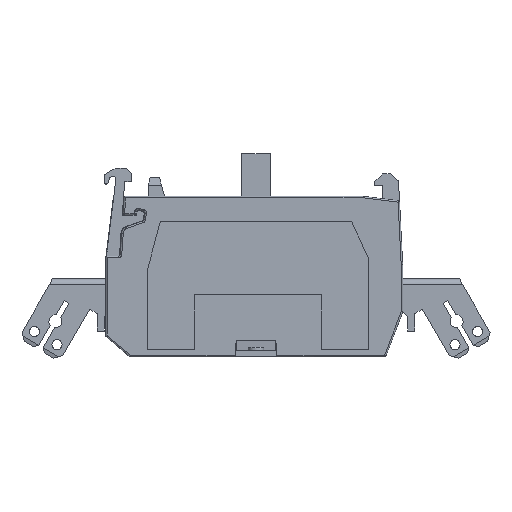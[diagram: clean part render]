
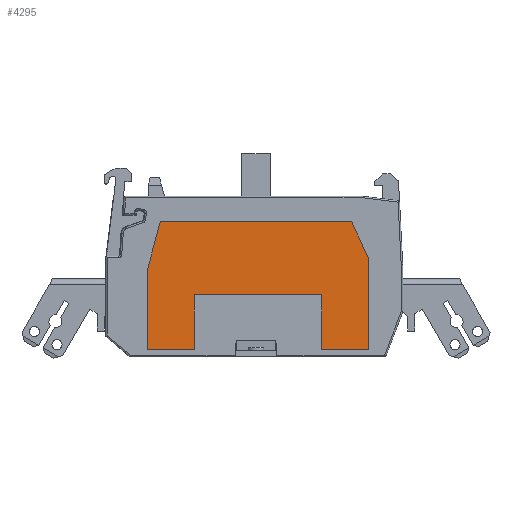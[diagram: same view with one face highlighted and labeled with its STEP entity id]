
A CAD part, top view. The second image highlights one B-rep face of the part: STEP entity #4295.
In plain terms, the highlighted planar face has unit normal (0, 0, 1).
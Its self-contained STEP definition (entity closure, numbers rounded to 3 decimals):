
#4295=ADVANCED_FACE('Solide.10 (  de JELE 58418 : issu de *SOL11 - wsp *MASTER -  ) ( Brep de *SOL11 )',(#9456),#9457,.T.);
#9456=FACE_OUTER_BOUND('',#16435,.T.);
#9457=PLANE('',#16436);
#16435=EDGE_LOOP('',(#29952,#29953,#29954,#29955,#29956,#29957,#29958,#29959,#29960,#29961));
#16436=AXIS2_PLACEMENT_3D('',#29962,#29963,#29964);
#29952=ORIENTED_EDGE('',*,*,#43290,.F.);
#29953=ORIENTED_EDGE('',*,*,#42483,.T.);
#29954=ORIENTED_EDGE('',*,*,#43291,.T.);
#29955=ORIENTED_EDGE('',*,*,#43292,.F.);
#29956=ORIENTED_EDGE('',*,*,#39915,.F.);
#29957=ORIENTED_EDGE('',*,*,#43293,.F.);
#29958=ORIENTED_EDGE('',*,*,#43294,.F.);
#29959=ORIENTED_EDGE('',*,*,#43100,.T.);
#29960=ORIENTED_EDGE('',*,*,#42425,.T.);
#29961=ORIENTED_EDGE('',*,*,#43295,.F.);
#29962=CARTESIAN_POINT('',(0.0,0.0,8.0));
#29963=DIRECTION('',(0.0,0.0,1.0));
#29964=DIRECTION('',(0.0,1.0,0.0));
#39915=EDGE_CURVE('Solide.10 (  de JELE 58418 : issu de *SOL11 - wsp *MASTER -  ) ( Brep de *SOL11 )',#48503,#48498,#48505,.T.);
#42425=EDGE_CURVE('Solide.10 (  de JELE 58418 : issu de *SOL11 - wsp *MASTER -  ) ( Brep de *SOL11 )',#52403,#52401,#52404,.T.);
#42483=EDGE_CURVE('Solide.10 (  de JELE 58418 : issu de *SOL11 - wsp *MASTER -  ) ( Brep de *SOL11 )',#52481,#52479,#52482,.T.);
#43100=EDGE_CURVE('Solide.10 (  de JELE 58418 : issu de *SOL11 - wsp *MASTER -  ) ( Brep de *SOL11 )',#53326,#52403,#53327,.T.);
#43290=EDGE_CURVE('Solide.10 (  de JELE 58418 : issu de *SOL11 - wsp *MASTER -  ) ( Brep de *SOL11 )',#52481,#53575,#53576,.T.);
#43291=EDGE_CURVE('Solide.10 (  de JELE 58418 : issu de *SOL11 - wsp *MASTER -  ) ( Brep de *SOL11 )',#52479,#53577,#53578,.T.);
#43292=EDGE_CURVE('Solide.10 (  de JELE 58418 : issu de *SOL11 - wsp *MASTER -  ) ( Brep de *SOL11 )',#48498,#53577,#53579,.T.);
#43293=EDGE_CURVE('Solide.10 (  de JELE 58418 : issu de *SOL11 - wsp *MASTER -  ) ( Brep de *SOL11 )',#53580,#48503,#53581,.T.);
#43294=EDGE_CURVE('Solide.10 (  de JELE 58418 : issu de *SOL11 - wsp *MASTER -  ) ( Brep de *SOL11 )',#53326,#53580,#53582,.T.);
#43295=EDGE_CURVE('Solide.10 (  de JELE 58418 : issu de *SOL11 - wsp *MASTER -  ) ( Brep de *SOL11 )',#53575,#52401,#53583,.T.);
#48498=VERTEX_POINT('',#61258);
#48503=VERTEX_POINT('',#61265);
#48505=LINE('',#61268,#61269);
#52401=VERTEX_POINT('',#67965);
#52403=VERTEX_POINT('',#67968);
#52404=LINE('',#67969,#67970);
#52479=VERTEX_POINT('',#68138);
#52481=VERTEX_POINT('',#68141);
#52482=LINE('',#68142,#68143);
#53326=VERTEX_POINT('',#69600);
#53327=LINE('',#69601,#69602);
#53575=VERTEX_POINT('',#70026);
#53576=LINE('',#70027,#70028);
#53577=VERTEX_POINT('',#70029);
#53578=LINE('',#70030,#70031);
#53579=LINE('',#70032,#70033);
#53580=VERTEX_POINT('',#70034);
#53581=LINE('',#70035,#70036);
#53582=LINE('',#70037,#70038);
#53583=LINE('',#70039,#70040);
#61258=CARTESIAN_POINT('',(15.1,13.179,8.0));
#61265=CARTESIAN_POINT('',(12.805,18.1,8.0));
#61268=CARTESIAN_POINT('',(13.953,15.639,8.0));
#61269=VECTOR('',#75177,1.0);
#67965=CARTESIAN_POINT('',(-8.3,1.0,8.0));
#67968=CARTESIAN_POINT('',(-14.6,1.,8.0));
#67969=CARTESIAN_POINT('',(-11.45,1.0,8.0));
#67970=VECTOR('',#77478,1.0);
#68138=CARTESIAN_POINT('',(8.8,1.0,8.0));
#68141=CARTESIAN_POINT('',(8.8,8.3,8.0));
#68142=CARTESIAN_POINT('',(8.8,4.65,8.0));
#68143=VECTOR('',#77516,1.0);
#69600=CARTESIAN_POINT('',(-14.6,11.477,8.0));
#69601=CARTESIAN_POINT('',(-14.6,6.239,8.0));
#69602=VECTOR('',#77989,1.0);
#70026=CARTESIAN_POINT('',(-8.3,8.3,8.0));
#70027=CARTESIAN_POINT('',(0.25,8.3,8.0));
#70028=VECTOR('',#78120,1.0);
#70029=CARTESIAN_POINT('',(15.1,1.0,8.0));
#70030=CARTESIAN_POINT('',(11.95,1.0,8.0));
#70031=VECTOR('',#78121,1.0);
#70032=CARTESIAN_POINT('',(15.1,7.089,8.0));
#70033=VECTOR('',#78122,1.0);
#70034=CARTESIAN_POINT('',(-12.825,18.1,8.0));
#70035=CARTESIAN_POINT('',(-0.01,18.1,8.0));
#70036=VECTOR('',#78123,1.0);
#70037=CARTESIAN_POINT('',(-13.713,14.789,8.0));
#70038=VECTOR('',#78124,1.0);
#70039=CARTESIAN_POINT('',(-8.3,4.65,8.0));
#70040=VECTOR('',#78125,1.0);
#75177=DIRECTION('',(0.423,-0.906,0.0));
#77478=DIRECTION('',(1.0,0.0,0.0));
#77516=DIRECTION('',(0.0,-1.0,0.0));
#77989=DIRECTION('',(0.,-1.0,0.0));
#78120=DIRECTION('',(-1.0,0.0,0.0));
#78121=DIRECTION('',(1.0,0.0,0.0));
#78122=DIRECTION('',(0.0,-1.0,0.0));
#78123=DIRECTION('',(1.0,0.0,0.0));
#78124=DIRECTION('',(0.259,0.966,0.0));
#78125=DIRECTION('',(0.0,-1.0,0.0));
